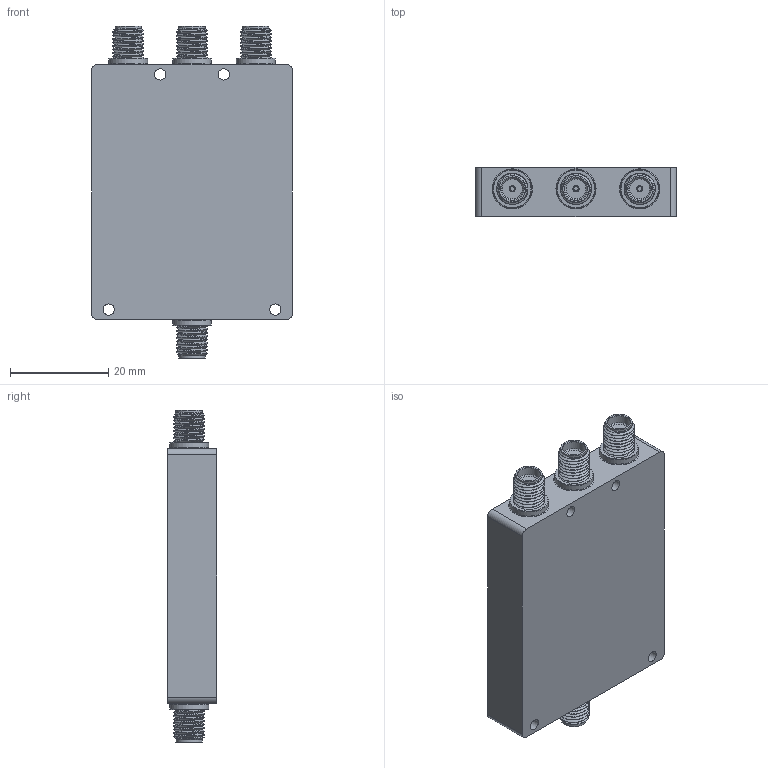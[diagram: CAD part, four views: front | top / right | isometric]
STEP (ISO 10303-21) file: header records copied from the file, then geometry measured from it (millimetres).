
FILE_DESCRIPTION (( 'STEP AP203' ), '1' );
FILE_NAME ('MP8425-3_3D.step', '2021-11-12T18:49:19', ( '' ), ( '' ), 'SwSTEP 2.0', 'SolidWorks 2021', '' );
FILE_SCHEMA (( 'CONFIG_CONTROL_DESIGN' ));
Length unit declared in the file: inch
Products named in the file (1): MP8425-3_3D
Bounding box: 41 x 10.05 x 67.75 mm (x, y, z)
Volume: 21941.5 mm3; surface area: 7693.1 mm2
Topology: 1 solids, 1 shells, 382 faces, 981 edges, 650 vertices
Faces by surface type: plane 194, bspline 128, cylinder 40, cone 12, torus 8
Full cylindrical faces by diameter (mm): 0.94 x4, 1.27 x4, 2.3 x4, 4.572 x4, 5.385 x4, 6.401 x4, 7.925 x4
Entity records: 23328 total; most frequent: CARTESIAN_POINT 15054, ORIENTED_EDGE 1842, DIRECTION 1255, EDGE_CURVE 921, VERTEX_POINT 638, LINE 553, VECTOR 553, EDGE_LOOP 487
